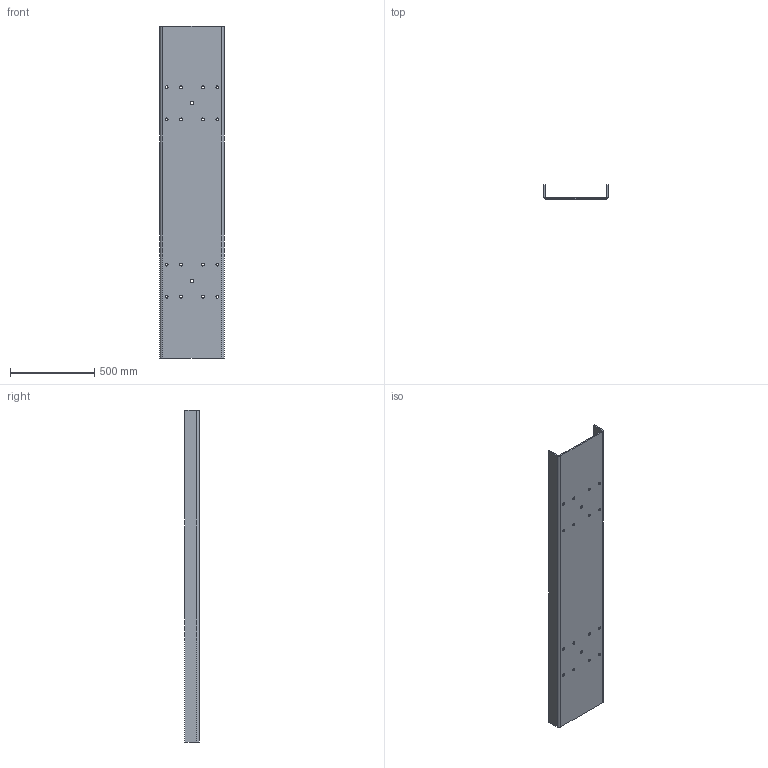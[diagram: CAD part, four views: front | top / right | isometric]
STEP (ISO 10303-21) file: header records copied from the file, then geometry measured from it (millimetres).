
FILE_DESCRIPTION (( 'STEP AP203' ), '1' );
FILE_NAME ('M5 - erp33360_ÖZBEKÝSTAN kulak krosu.IGS_Default_sldprt.STEP', '2023-01-17T08:15:08', ( '' ), ( '' ), 'SwSTEP 2.0', 'SolidWorks 2019', '' );
FILE_SCHEMA (( 'CONFIG_CONTROL_DESIGN' ));
Length unit declared in the file: millimetre
Products named in the file (1): M5 - erp33360_ÖZBEKÝSTAN kulak krosu.IGS_Default_sldprt
Bounding box: 380 x 85 x 1965 mm (x, y, z)
Volume: 8201765.7 mm3; surface area: 2097708.2 mm2
Topology: 1 solids, 1 shells, 58 faces, 152 edges, 96 vertices
Faces by surface type: bspline 58
Entity records: 3172 total; most frequent: CARTESIAN_POINT 2162, ORIENTED_EDGE 304, EDGE_CURVE 152, B_SPLINE_CURVE_WITH_KNOTS 110, VERTEX_POINT 96, EDGE_LOOP 94, FACE_OUTER_BOUND 58, ADVANCED_FACE 58
